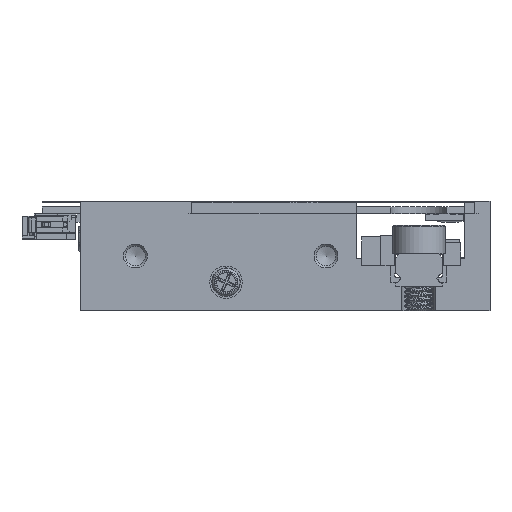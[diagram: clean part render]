
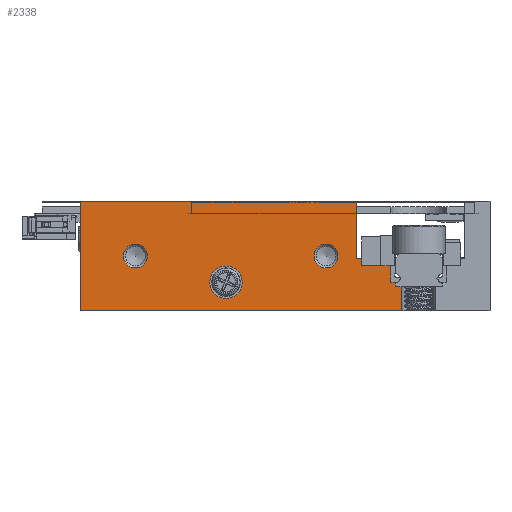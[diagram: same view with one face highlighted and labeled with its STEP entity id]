
A CAD part, left-side view. The second image highlights one B-rep face of the part: STEP entity #2338.
In plain terms, the highlighted planar face has unit normal (-1, 0, 0).
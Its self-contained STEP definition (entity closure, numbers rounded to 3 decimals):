
#1641=FACE_BOUND('',#6142,.T.);
#1642=FACE_BOUND('',#6143,.T.);
#1643=FACE_BOUND('',#6144,.T.);
#1644=FACE_BOUND('',#6145,.T.);
#2338=ADVANCED_FACE('',(#1641,#1642,#1643,#1644),#3826,.F.);
#3826=PLANE('',#29582);
#6142=EDGE_LOOP('',(#8953));
#6143=EDGE_LOOP('',(#8954));
#6144=EDGE_LOOP('',(#8955));
#6145=EDGE_LOOP('',(#8956,#8957,#8958,#8959,#8960,#8961,#8962,#8963));
#8067=CIRCLE('',#29579,1.7);
#8068=CIRCLE('',#29580,1.25);
#8069=CIRCLE('',#29581,1.25);
#8953=ORIENTED_EDGE('',*,*,#19512,.T.);
#8954=ORIENTED_EDGE('',*,*,#19513,.T.);
#8955=ORIENTED_EDGE('',*,*,#19514,.T.);
#8956=ORIENTED_EDGE('',*,*,#19492,.T.);
#8957=ORIENTED_EDGE('',*,*,#19515,.T.);
#8958=ORIENTED_EDGE('',*,*,#19516,.T.);
#8959=ORIENTED_EDGE('',*,*,#19517,.T.);
#8960=ORIENTED_EDGE('',*,*,#19518,.T.);
#8961=ORIENTED_EDGE('',*,*,#19470,.T.);
#8962=ORIENTED_EDGE('',*,*,#19444,.F.);
#8963=ORIENTED_EDGE('',*,*,#19454,.T.);
#16734=VERTEX_POINT('',#39618);
#16735=VERTEX_POINT('',#39620);
#16742=VERTEX_POINT('',#39637);
#16753=VERTEX_POINT('',#39669);
#16772=VERTEX_POINT('',#39713);
#16788=VERTEX_POINT('',#39754);
#16789=VERTEX_POINT('',#39756);
#16790=VERTEX_POINT('',#39758);
#16791=VERTEX_POINT('',#39760);
#16792=VERTEX_POINT('',#39762);
#16793=VERTEX_POINT('',#39764);
#19444=EDGE_CURVE('',#16734,#16735,#23368,.T.);
#19454=EDGE_CURVE('',#16734,#16742,#23376,.T.);
#19470=EDGE_CURVE('',#16753,#16735,#23392,.T.);
#19492=EDGE_CURVE('',#16742,#16772,#23403,.T.);
#19512=EDGE_CURVE('',#16788,#16788,#8067,.T.);
#19513=EDGE_CURVE('',#16789,#16789,#8068,.T.);
#19514=EDGE_CURVE('',#16790,#16790,#8069,.T.);
#19515=EDGE_CURVE('',#16772,#16791,#23422,.T.);
#19516=EDGE_CURVE('',#16791,#16792,#23423,.T.);
#19517=EDGE_CURVE('',#16792,#16793,#23424,.T.);
#19518=EDGE_CURVE('',#16793,#16753,#23425,.T.);
#23368=LINE('',#39619,#26471);
#23376=LINE('',#39638,#26479);
#23392=LINE('',#39668,#26495);
#23403=LINE('',#39714,#26506);
#23422=LINE('',#39759,#26525);
#23423=LINE('',#39761,#26526);
#23424=LINE('',#39763,#26527);
#23425=LINE('',#39765,#26528);
#26471=VECTOR('',#31897,1.);
#26479=VECTOR('',#31911,1.);
#26495=VECTOR('',#31935,1.);
#26506=VECTOR('',#31976,1.);
#26525=VECTOR('',#32011,1.);
#26526=VECTOR('',#32012,1.);
#26527=VECTOR('',#32013,1.);
#26528=VECTOR('',#32014,1.);
#29579=AXIS2_PLACEMENT_3D('',#39753,#32005,#32006);
#29580=AXIS2_PLACEMENT_3D('',#39755,#32007,#32008);
#29581=AXIS2_PLACEMENT_3D('',#39757,#32009,#32010);
#29582=AXIS2_PLACEMENT_3D('',#39766,#32015,#32016);
#31897=DIRECTION('',(0.,-1.,0.));
#31911=DIRECTION('',(0.,0.,-1.));
#31935=DIRECTION('',(0.,0.,1.));
#31976=DIRECTION('',(0.,-1.,0.));
#32005=DIRECTION('',(1.,0.,0.));
#32006=DIRECTION('',(0.,1.,0.));
#32007=DIRECTION('',(1.,0.,0.));
#32008=DIRECTION('',(0.,1.,0.));
#32009=DIRECTION('',(1.,0.,0.));
#32010=DIRECTION('',(0.,1.,0.));
#32011=DIRECTION('',(0.,0.,1.));
#32012=DIRECTION('',(0.,1.,0.));
#32013=DIRECTION('',(0.,0.,1.));
#32014=DIRECTION('',(0.,1.,0.));
#32015=DIRECTION('',(1.,0.,0.));
#32016=DIRECTION('',(0.,1.,0.));
#39618=CARTESIAN_POINT('',(-15.,43.,11.5));
#39619=CARTESIAN_POINT('',(-15.,43.,11.5));
#39620=CARTESIAN_POINT('',(-15.,14.05,11.5));
#39637=CARTESIAN_POINT('',(-15.,43.,0.));
#39638=CARTESIAN_POINT('',(-15.,43.,11.5));
#39668=CARTESIAN_POINT('',(-15.,14.05,5.5));
#39669=CARTESIAN_POINT('',(-15.,14.05,5.5));
#39713=CARTESIAN_POINT('',(-15.,9.25,0.));
#39714=CARTESIAN_POINT('',(-15.,43.,0.));
#39753=CARTESIAN_POINT('',(-15.,27.7,3.));
#39754=CARTESIAN_POINT('',(-15.,29.4,3.));
#39755=CARTESIAN_POINT('',(-15.,37.2,5.75));
#39756=CARTESIAN_POINT('',(-15.,38.45,5.75));
#39757=CARTESIAN_POINT('',(-15.,17.2,5.75));
#39758=CARTESIAN_POINT('',(-15.,18.45,5.75));
#39759=CARTESIAN_POINT('',(-15.,9.25,-0.3));
#39760=CARTESIAN_POINT('',(-15.,9.25,3.));
#39761=CARTESIAN_POINT('',(-15.,4.6,3.));
#39762=CARTESIAN_POINT('',(-15.,10.4,3.));
#39763=CARTESIAN_POINT('',(-15.,10.4,3.));
#39764=CARTESIAN_POINT('',(-15.,10.4,5.5));
#39765=CARTESIAN_POINT('',(-15.,10.4,5.5));
#39766=CARTESIAN_POINT('',(-15.,43.,11.5));
